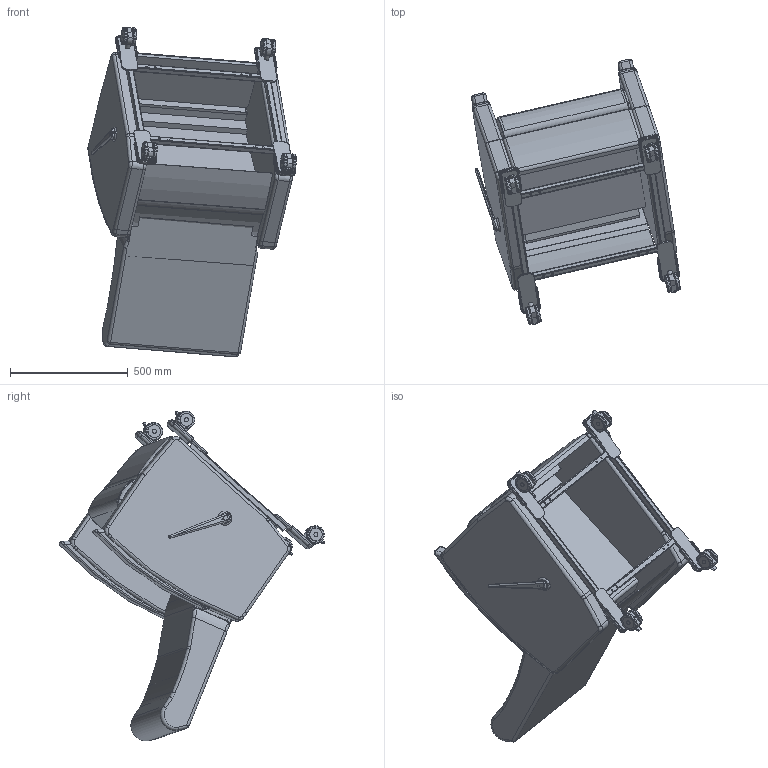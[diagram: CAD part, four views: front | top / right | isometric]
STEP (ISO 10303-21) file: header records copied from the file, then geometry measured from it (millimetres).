
FILE_DESCRIPTION(/* description */ (''),/* implementation_level */ '2;1');
FILE_NAME(/* name */ 'R1307U.stp',/* time_stamp */ '2017-09-27T16:27:20-04:00',/* author */ ('emehringer'),/* organization */ (''),/* preprocessor_version */ 'ST-DEVELOPER v16.5',/* originating_system */ 'Autodesk Inventor 2017',/* authorisation */ '');
FILE_SCHEMA (('AUTOMOTIVE_DESIGN { 1 0 10303 214 3 1 1 }'));
Length unit declared in the file: inch
Products named in the file (15): R1307U-W (SYMBOL); HANDLE 3/4 BLK; USEAT 1304; MAC R1010; OD1305 UKO; CAST COL 3"LC; CAST COL LOCK; CAST COL 3IN CENTER; CAST COL 3IN WHEEL; CAST COL 3IN INNER WHEEL; PLATFORM 1309-1 (generic); CASTER BOOT BLK; HA1305 UBACK; E1304 UARM; H1010 UBACK COVER
Assembly tree (24 placements, depth 3):
  R1307U-W (SYMBOL)
    HANDLE 3/4 BLK
    USEAT 1304
    MAC R1010  x2
    OD1305 UKO
    CAST COL 3"LC  x4
      CAST COL 3IN WHEEL
      CAST COL LOCK
      CAST COL 3IN CENTER
      CAST COL 3IN INNER WHEEL
    PLATFORM 1309-1 (generic)
    CASTER BOOT BLK  x4
    HA1305 UBACK
    E1304 UARM  x2
    H1010 UBACK COVER
Bounding box: 888.02 x 1131.13 x 1403.14 mm (x, y, z)
Volume: 153073584.4 mm3; surface area: 5705026.5 mm2
Topology: 38 solids, 38 shells, 1122 faces, 2644 edges, 1589 vertices
Faces by surface type: cylinder 436, plane 350, torus 180, bspline 103, sphere 52, cone 1
Full cylindrical faces by diameter (mm): 5.334 x1, 7.937 x4, 7.938 x4, 9.525 x8, 9.541 x1, 11.112 x8, 17.462 x4, 17.475 x4, 17.526 x8, 20.747 x4, 42.037 x1, 55.88 x8, 55.956 x8, 60.325 x1, 75.006 x8
Entity records: 21614 total; most frequent: CARTESIAN_POINT 6434, DIRECTION 3120, ORIENTED_EDGE 2990, EDGE_CURVE 1495, AXIS2_PLACEMENT_3D 1183, VERTEX_POINT 919, LINE 754, VECTOR 754
